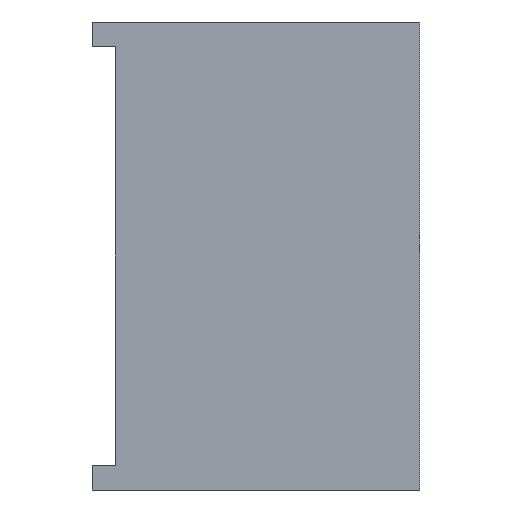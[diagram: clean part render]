
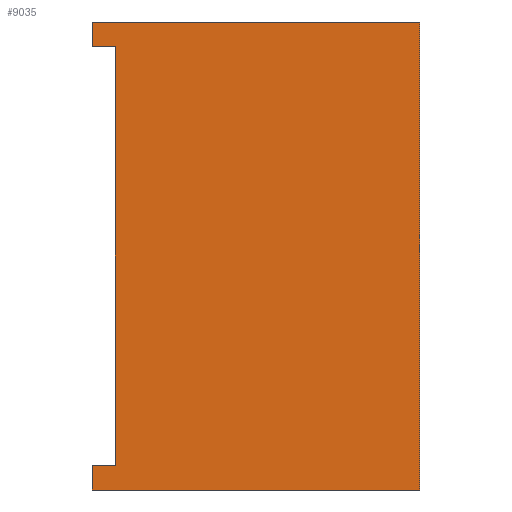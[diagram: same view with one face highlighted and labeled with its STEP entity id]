
A CAD part, left-side view. The second image highlights one B-rep face of the part: STEP entity #9035.
In plain terms, the highlighted planar face has unit normal (-1, 0, 0).
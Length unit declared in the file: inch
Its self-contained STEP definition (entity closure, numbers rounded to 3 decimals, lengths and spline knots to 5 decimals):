
#1138=DIRECTION('',(0.,0.,-1.));
#1139=VECTOR('',#1138,0.236);
#1140=CARTESIAN_POINT('',(-0.126,0.172,0.118));
#1141=LINE('',#1140,#1139);
#1166=DIRECTION('',(0.,-1.,0.));
#1167=VECTOR('',#1166,0.185);
#1168=CARTESIAN_POINT('',(-0.126,0.185,-0.132));
#1169=LINE('',#1168,#1167);
#1294=DIRECTION('',(0.,0.,-1.));
#1295=VECTOR('',#1294,0.264);
#1296=CARTESIAN_POINT('',(-0.126,0.,0.132));
#1297=LINE('',#1296,#1295);
#1298=DIRECTION('',(0.,-1.,0.));
#1299=VECTOR('',#1298,0.013);
#1300=CARTESIAN_POINT('',(-0.126,0.185,-0.118));
#1301=LINE('',#1300,#1299);
#1302=DIRECTION('',(0.,-1.,0.));
#1303=VECTOR('',#1302,0.013);
#1304=CARTESIAN_POINT('',(-0.126,0.185,0.118));
#1305=LINE('',#1304,#1303);
#1322=DIRECTION('',(0.,1.,0.));
#1323=VECTOR('',#1322,0.185);
#1324=CARTESIAN_POINT('',(-0.126,0.,0.132));
#1325=LINE('',#1324,#1323);
#1342=DIRECTION('',(0.,0.,-1.));
#1343=VECTOR('',#1342,0.014);
#1344=CARTESIAN_POINT('',(-0.126,0.185,0.132));
#1345=LINE('',#1344,#1343);
#1466=DIRECTION('',(0.,0.,-1.));
#1467=VECTOR('',#1466,0.014);
#1468=CARTESIAN_POINT('',(-0.126,0.185,-0.118));
#1469=LINE('',#1468,#1467);
#6071=CARTESIAN_POINT('',(-0.126,0.,-0.132));
#6072=VERTEX_POINT('',#6071);
#6073=CARTESIAN_POINT('',(-0.126,0.,0.132));
#6074=VERTEX_POINT('',#6073);
#7245=CARTESIAN_POINT('',(-0.126,0.172,0.118));
#7246=VERTEX_POINT('',#7245);
#7247=CARTESIAN_POINT('',(-0.126,0.172,-0.118));
#7248=VERTEX_POINT('',#7247);
#7261=CARTESIAN_POINT('',(-0.126,0.185,-0.132));
#7262=VERTEX_POINT('',#7261);
#7271=CARTESIAN_POINT('',(-0.126,0.185,0.132));
#7272=VERTEX_POINT('',#7271);
#7279=CARTESIAN_POINT('',(-0.126,0.185,0.118));
#7280=VERTEX_POINT('',#7279);
#7281=CARTESIAN_POINT('',(-0.126,0.185,-0.118));
#7282=VERTEX_POINT('',#7281);
#9016=CARTESIAN_POINT('',(-0.126,0.0925,0.));
#9017=DIRECTION('',(1.,0.,0.));
#9018=DIRECTION('',(0.,0.,1.));
#9019=AXIS2_PLACEMENT_3D('',#9016,#9017,#9018);
#9020=PLANE('',#9019);
#9021=ORIENTED_EDGE('',*,*,#8763,.F.);
#9023=ORIENTED_EDGE('',*,*,#9022,.F.);
#9025=ORIENTED_EDGE('',*,*,#9024,.F.);
#9027=ORIENTED_EDGE('',*,*,#9026,.F.);
#9028=ORIENTED_EDGE('',*,*,#7967,.T.);
#9029=ORIENTED_EDGE('',*,*,#8809,.F.);
#9031=ORIENTED_EDGE('',*,*,#9030,.F.);
#9032=ORIENTED_EDGE('',*,*,#9008,.T.);
#9033=EDGE_LOOP('',(#9021,#9023,#9025,#9027,#9028,#9029,#9031,#9032));
#9034=FACE_OUTER_BOUND('',#9033,.F.);
#9035=ADVANCED_FACE('',(#9034),#9020,.F.);
#7967=EDGE_CURVE('',#6074,#6072,#1297,.T.);
#8763=EDGE_CURVE('',#7246,#7248,#1141,.T.);
#8809=EDGE_CURVE('',#7262,#6072,#1169,.T.);
#9008=EDGE_CURVE('',#7282,#7248,#1301,.T.);
#9022=EDGE_CURVE('',#7280,#7246,#1305,.T.);
#9024=EDGE_CURVE('',#7272,#7280,#1345,.T.);
#9026=EDGE_CURVE('',#6074,#7272,#1325,.T.);
#9030=EDGE_CURVE('',#7282,#7262,#1469,.T.);
